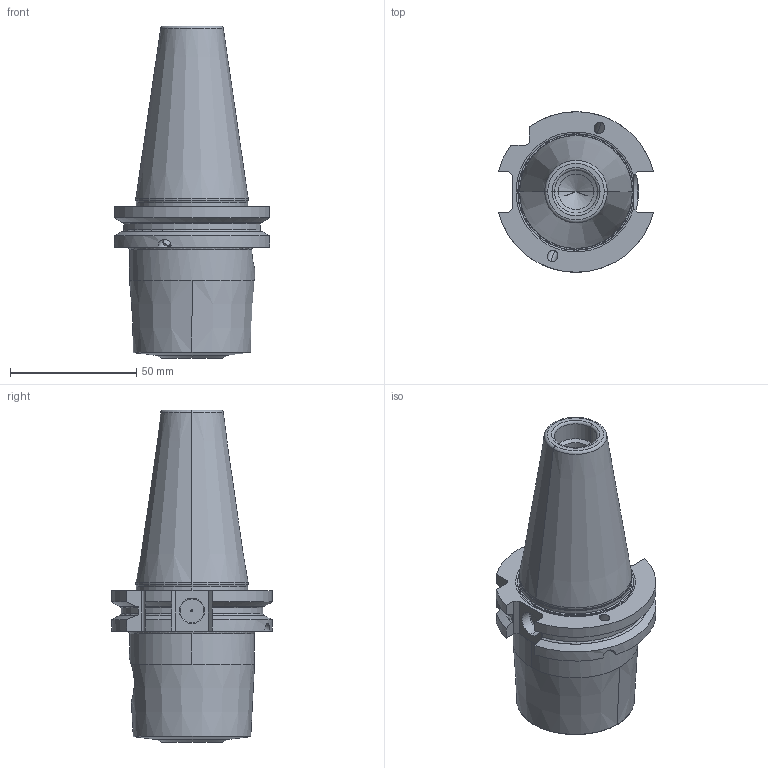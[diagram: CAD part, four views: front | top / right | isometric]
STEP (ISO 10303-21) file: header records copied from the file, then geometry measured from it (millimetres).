
FILE_DESCRIPTION((''),'2;1');
FILE_NAME('607225394-000-02-E43','2025-02-21T11:37:29',('muellerst1'),(''),'CREO PARAMETRIC BY PTC INC, 2021184','CREO PARAMETRIC BY PTC INC, 2021184','');
FILE_SCHEMA(('AP242_MANAGED_MODEL_BASED_3D_ENGINEERING_MIM_LF { 1 0 10303 442 1 1 4 }'));
Length unit declared in the file: millimetre
Products named in the file (1): 607225394-000-02-E43
Bounding box: 61.48 x 63.54 x 131.4 mm (x, y, z)
Volume: 167586.5 mm3; surface area: 30066 mm2
Topology: 1 solids, 2 shells, 208 faces, 496 edges, 297 vertices
Faces by surface type: cylinder 69, cone 62, plane 53, torus 24
Entity records: 9808 total; most frequent: CARTESIAN_POINT 2984, DIRECTION 1014, ORIENTED_EDGE 980, PRESENTATION_STYLE_ASSIGNMENT 499, STYLED_ITEM 499, CURVE_STYLE 498, EDGE_CURVE 490, AXIS2_PLACEMENT_3D 409
